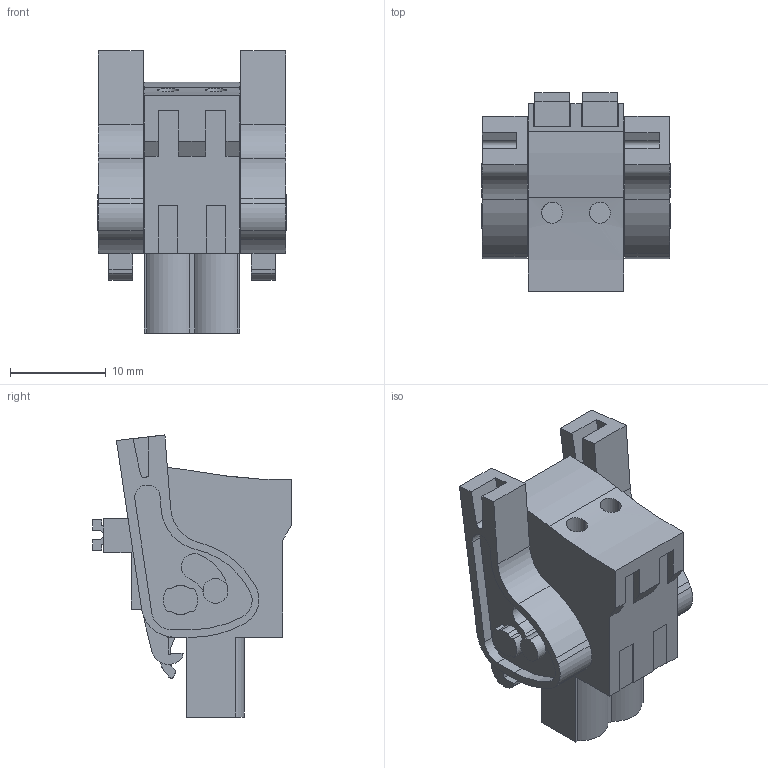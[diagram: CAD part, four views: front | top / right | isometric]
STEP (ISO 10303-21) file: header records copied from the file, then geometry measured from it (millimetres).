
FILE_DESCRIPTION(('CATIA V5 STEP Exchange','CAx-IF Rec.Pracs.--- Model Styling and Organization---1.2---2011-12-15'),'2;1');
FILE_NAME ('D1461119_0_1980870000_1980870000.stp','2017-09-23T15:56:18+00:00',('none'),('Weidmueller'),'CATIA Version 5-6 Release 2014','CATIA V5 STEP AP214','none');
FILE_SCHEMA(('AUTOMOTIVE_DESIGN { 1 0 10303 214 1 1 1 1 }'));
Length unit declared in the file: millimetre
Products named in the file (1): 1980870000
Bounding box: 19.7 x 20.79 x 29.52 mm (x, y, z)
Volume: 4163.9 mm3; surface area: 3660.8 mm2
Topology: 5 solids, 5 shells, 299 faces, 811 edges, 540 vertices
Faces by surface type: plane 187, cylinder 104, extrusion 8
Entity records: 8905 total; most frequent: CARTESIAN_POINT 1739, ORIENTED_EDGE 1622, DIRECTION 1185, EDGE_CURVE 811, VECTOR 585, LINE 577, VERTEX_POINT 540, AXIS2_PLACEMENT_3D 406
